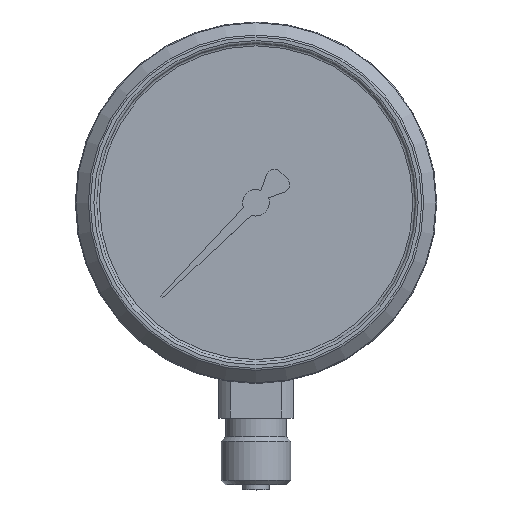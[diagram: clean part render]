
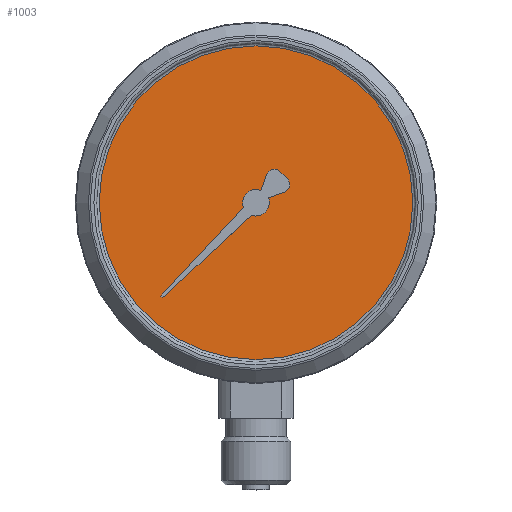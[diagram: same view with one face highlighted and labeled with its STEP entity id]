
A CAD part, top view. The second image highlights one B-rep face of the part: STEP entity #1003.
In plain terms, the highlighted planar face has unit normal (0, 0, 1).
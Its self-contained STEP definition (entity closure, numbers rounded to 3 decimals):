
#60=LINE('',#1438,#102);
#61=LINE('',#1443,#103);
#62=LINE('',#1447,#104);
#63=LINE('',#1451,#105);
#64=LINE('',#1455,#106);
#65=LINE('',#1457,#107);
#102=VECTOR('',#1195,1000.);
#103=VECTOR('',#1198,1000.);
#104=VECTOR('',#1201,1000.);
#105=VECTOR('',#1204,1000.);
#106=VECTOR('',#1207,1000.);
#107=VECTOR('',#1208,1000.);
#159=ORIENTED_EDGE('',*,*,#327,.F.);
#160=ORIENTED_EDGE('',*,*,#328,.F.);
#161=ORIENTED_EDGE('',*,*,#329,.F.);
#162=ORIENTED_EDGE('',*,*,#330,.F.);
#163=ORIENTED_EDGE('',*,*,#331,.F.);
#164=ORIENTED_EDGE('',*,*,#332,.F.);
#165=ORIENTED_EDGE('',*,*,#333,.F.);
#166=ORIENTED_EDGE('',*,*,#334,.F.);
#167=ORIENTED_EDGE('',*,*,#335,.F.);
#168=ORIENTED_EDGE('',*,*,#336,.F.);
#169=ORIENTED_EDGE('',*,*,#337,.F.);
#327=EDGE_CURVE('',#408,#408,#462,.T.);
#328=EDGE_CURVE('',#409,#410,#60,.T.);
#329=EDGE_CURVE('',#411,#409,#463,.F.);
#330=EDGE_CURVE('',#412,#411,#61,.T.);
#331=EDGE_CURVE('',#413,#412,#464,.F.);
#332=EDGE_CURVE('',#414,#413,#62,.T.);
#333=EDGE_CURVE('',#415,#414,#465,.F.);
#334=EDGE_CURVE('',#416,#415,#63,.T.);
#335=EDGE_CURVE('',#417,#416,#466,.F.);
#336=EDGE_CURVE('',#418,#417,#64,.T.);
#337=EDGE_CURVE('',#410,#418,#65,.T.);
#408=VERTEX_POINT('',#1437);
#409=VERTEX_POINT('',#1439);
#410=VERTEX_POINT('',#1440);
#411=VERTEX_POINT('',#1442);
#412=VERTEX_POINT('',#1444);
#413=VERTEX_POINT('',#1446);
#414=VERTEX_POINT('',#1448);
#415=VERTEX_POINT('',#1450);
#416=VERTEX_POINT('',#1452);
#417=VERTEX_POINT('',#1454);
#418=VERTEX_POINT('',#1456);
#462=CIRCLE('',#1069,29.5);
#463=CIRCLE('',#1070,2.5);
#464=CIRCLE('',#1071,1.5);
#465=CIRCLE('',#1072,1.5);
#466=CIRCLE('',#1073,2.5);
#501=EDGE_LOOP('',(#159));
#502=EDGE_LOOP('',(#160,#161,#162,#163,#164,#165,#166,#167,#168,#169));
#573=FACE_BOUND('',#501,.T.);
#574=FACE_BOUND('',#502,.T.);
#639=PLANE('',#1068);
#1003=ADVANCED_FACE('',(#573,#574),#639,.F.);
#1068=AXIS2_PLACEMENT_3D('',#1435,#1191,#1192);
#1069=AXIS2_PLACEMENT_3D('',#1436,#1193,#1194);
#1070=AXIS2_PLACEMENT_3D('',#1441,#1196,#1197);
#1071=AXIS2_PLACEMENT_3D('',#1445,#1199,#1200);
#1072=AXIS2_PLACEMENT_3D('',#1449,#1202,#1203);
#1073=AXIS2_PLACEMENT_3D('',#1453,#1205,#1206);
#1191=DIRECTION('',(0.,0.,-1.));
#1192=DIRECTION('',(-1.,0.,0.));
#1193=DIRECTION('',(0.,0.,-1.));
#1194=DIRECTION('',(-1.,0.,0.));
#1195=DIRECTION('',(-0.682,-0.731,0.));
#1196=DIRECTION('',(0.,0.,-1.));
#1197=DIRECTION('',(-1.,0.,0.));
#1198=DIRECTION('',(-0.342,-0.94,0.));
#1199=DIRECTION('',(0.,0.,-1.));
#1200=DIRECTION('',(-1.,0.,0.));
#1201=DIRECTION('',(-0.707,0.707,0.));
#1202=DIRECTION('',(0.,0.,-1.));
#1203=DIRECTION('',(-1.,0.,0.));
#1204=DIRECTION('',(0.94,0.342,0.));
#1205=DIRECTION('',(0.,0.,-1.));
#1206=DIRECTION('',(-1.,0.,0.));
#1207=DIRECTION('',(0.731,0.682,0.));
#1208=DIRECTION('',(0.707,-0.707,0.));
#1435=CARTESIAN_POINT('',(0.,0.,30.5));
#1436=CARTESIAN_POINT('',(0.,0.,30.5));
#1437=CARTESIAN_POINT('',(-29.5,0.,30.5));
#1438=CARTESIAN_POINT('',(-0.822,0.767,30.5));
#1439=CARTESIAN_POINT('',(-2.345,-0.866,30.5));
#1440=CARTESIAN_POINT('',(-17.897,-17.543,30.5));
#1441=CARTESIAN_POINT('',(0.,0.,30.5));
#1442=CARTESIAN_POINT('',(0.912,2.328,30.5));
#1443=CARTESIAN_POINT('',(0.058,-0.021,30.5));
#1444=CARTESIAN_POINT('',(2.013,5.35,30.5));
#1445=CARTESIAN_POINT('',(3.422,4.837,30.5));
#1446=CARTESIAN_POINT('',(4.483,5.898,30.5));
#1447=CARTESIAN_POINT('',(5.19,5.19,30.5));
#1448=CARTESIAN_POINT('',(5.898,4.483,30.5));
#1449=CARTESIAN_POINT('',(4.837,3.422,30.5));
#1450=CARTESIAN_POINT('',(5.35,2.013,30.5));
#1451=CARTESIAN_POINT('',(-0.021,0.058,30.5));
#1452=CARTESIAN_POINT('',(2.328,0.912,30.5));
#1453=CARTESIAN_POINT('',(0.,0.,30.5));
#1454=CARTESIAN_POINT('',(-0.866,-2.345,30.5));
#1455=CARTESIAN_POINT('',(0.767,-0.822,30.5));
#1456=CARTESIAN_POINT('',(-17.543,-17.897,30.5));
#1457=CARTESIAN_POINT('',(-17.72,-17.72,30.5));
